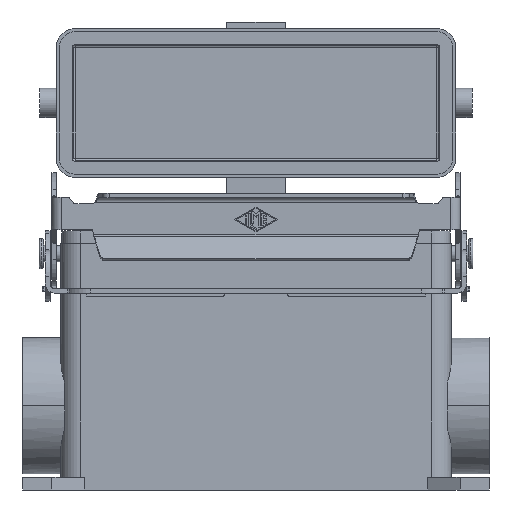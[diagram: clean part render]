
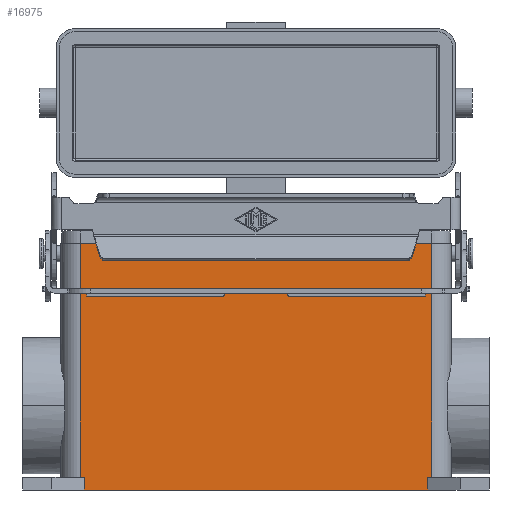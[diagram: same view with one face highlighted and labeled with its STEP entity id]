
A CAD part, front view. The second image highlights one B-rep face of the part: STEP entity #16975.
In plain terms, the highlighted planar face has unit normal (0, -1, 0).
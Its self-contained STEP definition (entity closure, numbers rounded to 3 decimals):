
#16736=CARTESIAN_POINT('',(53.0,-22.25,-73.0));
#16737=VERTEX_POINT('',#16736);
#16744=CARTESIAN_POINT('',(-53.0,-22.25,-73.0));
#16745=VERTEX_POINT('',#16744);
#16746=CARTESIAN_POINT('',(53.0,-22.25,-73.0));
#16747=DIRECTION('',(-1.0,0.0,0.0));
#16748=VECTOR('',#16747,106.0);
#16749=LINE('',#16746,#16748);
#16750=EDGE_CURVE('',#16737,#16745,#16749,.T.);
#16901=CARTESIAN_POINT('',(-53.0,-22.25,-69.));
#16902=VERTEX_POINT('',#16901);
#16911=CARTESIAN_POINT('',(-53.0,-22.25,-73.0));
#16912=DIRECTION('',(0.0,0.0,1.0));
#16913=VECTOR('',#16912,4.);
#16914=LINE('',#16911,#16913);
#16915=EDGE_CURVE('',#16745,#16902,#16914,.T.);
#16920=CARTESIAN_POINT('',(53.0,-22.25,-73.0));
#16921=DIRECTION('',(0.0,-1.0,0.0));
#16922=DIRECTION('',(0.0,0.0,-1.0));
#16923=AXIS2_PLACEMENT_3D('',#16920,#16921,#16922);
#16924=PLANE('',#16923);
#16925=ORIENTED_EDGE('',*,*,#16915,.F.);
#16926=ORIENTED_EDGE('',*,*,#16750,.F.);
#16927=CARTESIAN_POINT('',(53.0,-22.25,-69.));
#16928=VERTEX_POINT('',#16927);
#16929=CARTESIAN_POINT('',(53.0,-22.25,-73.0));
#16930=DIRECTION('',(0.0,0.0,1.0));
#16931=VECTOR('',#16930,4.);
#16932=LINE('',#16929,#16931);
#16933=EDGE_CURVE('',#16737,#16928,#16932,.T.);
#16934=ORIENTED_EDGE('',*,*,#16933,.T.);
#16935=CARTESIAN_POINT('',(54.25,-22.25,-69.));
#16936=VERTEX_POINT('',#16935);
#16937=CARTESIAN_POINT('',(54.25,-22.25,-69.));
#16938=DIRECTION('',(-1.0,0.0,0.0));
#16939=VECTOR('',#16938,1.25);
#16940=LINE('',#16937,#16939);
#16941=EDGE_CURVE('',#16936,#16928,#16940,.T.);
#16942=ORIENTED_EDGE('',*,*,#16941,.F.);
#16943=CARTESIAN_POINT('',(54.25,-22.25,3.));
#16944=VERTEX_POINT('',#16943);
#16945=CARTESIAN_POINT('',(54.25,-22.25,-69.));
#16946=DIRECTION('',(0.0,0.0,1.0));
#16947=VECTOR('',#16946,72.0);
#16948=LINE('',#16945,#16947);
#16949=EDGE_CURVE('',#16936,#16944,#16948,.T.);
#16950=ORIENTED_EDGE('',*,*,#16949,.T.);
#16951=CARTESIAN_POINT('',(-54.25,-22.25,3.));
#16952=VERTEX_POINT('',#16951);
#16953=CARTESIAN_POINT('',(54.25,-22.25,3.));
#16954=DIRECTION('',(-1.0,0.0,0.0));
#16955=VECTOR('',#16954,108.5);
#16956=LINE('',#16953,#16955);
#16957=EDGE_CURVE('',#16944,#16952,#16956,.T.);
#16958=ORIENTED_EDGE('',*,*,#16957,.T.);
#16959=CARTESIAN_POINT('',(-54.25,-22.25,-69.));
#16960=VERTEX_POINT('',#16959);
#16961=CARTESIAN_POINT('',(-54.25,-22.25,-69.));
#16962=DIRECTION('',(0.0,0.0,1.0));
#16963=VECTOR('',#16962,72.0);
#16964=LINE('',#16961,#16963);
#16965=EDGE_CURVE('',#16960,#16952,#16964,.T.);
#16966=ORIENTED_EDGE('',*,*,#16965,.F.);
#16967=CARTESIAN_POINT('',(-53.0,-22.25,-69.));
#16968=DIRECTION('',(-1.0,0.0,0.0));
#16969=VECTOR('',#16968,1.25);
#16970=LINE('',#16967,#16969);
#16971=EDGE_CURVE('',#16902,#16960,#16970,.T.);
#16972=ORIENTED_EDGE('',*,*,#16971,.F.);
#16973=EDGE_LOOP('',(#16925,#16926,#16934,#16942,#16950,#16958,#16966,#16972));
#16974=FACE_OUTER_BOUND('',#16973,.T.);
#16975=ADVANCED_FACE('',(#16974),#16924,.T.);
